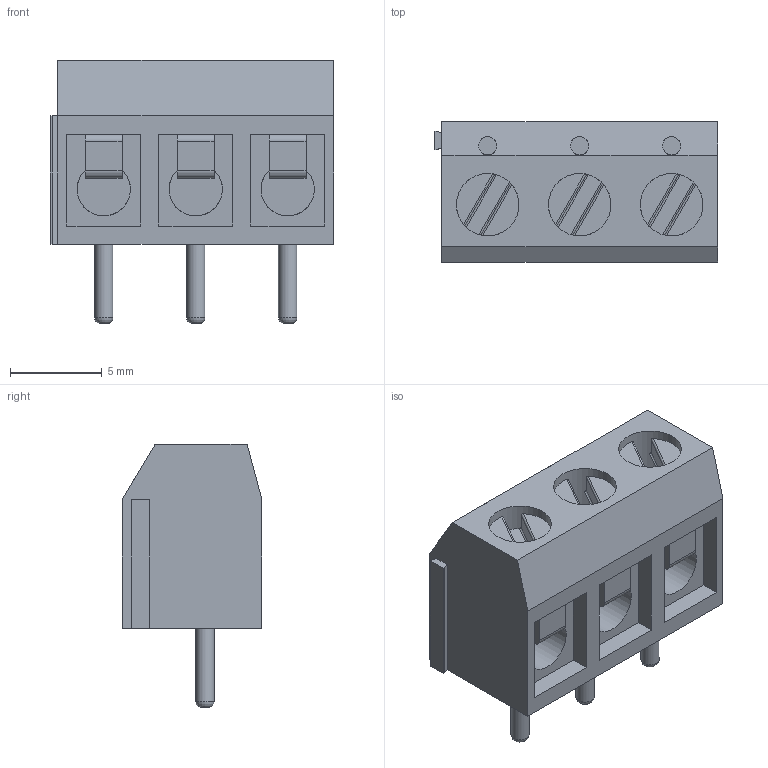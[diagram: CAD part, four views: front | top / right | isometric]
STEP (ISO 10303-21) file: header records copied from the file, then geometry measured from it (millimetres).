
FILE_DESCRIPTION(('FreeCAD Model'),'2;1');
FILE_NAME('DG301-5.0-3.step','2023-04-16T15:28:03',('kicad StepUp') ,('ksu MCAD'),'Open CASCADE STEP processor 7.4','FreeCAD','Unknown');
FILE_SCHEMA(('AUTOMOTIVE_DESIGN { 1 0 10303 214 1 1 1 1 }'));
Length unit declared in the file: millimetre
Products named in the file (1): DG301-5.0-3
Bounding box: 15.4 x 7.6 x 14.3 mm (x, y, z)
Volume: 845.5 mm3; surface area: 1807 mm2
Topology: 10 solids, 10 shells, 136 faces, 353 edges, 225 vertices
Faces by surface type: plane 100, cylinder 33, revolution 3
Full cylindrical faces by diameter (mm): 1 x6, 2.9 x3, 3.4 x4
Entity records: 5101 total; most frequent: CARTESIAN_POINT 914, ORIENTED_EDGE 674, DIRECTION 648, EDGE_CURVE 337, LINE 241, VECTOR 241, VERTEX_POINT 219, AXIS2_PLACEMENT_3D 202
